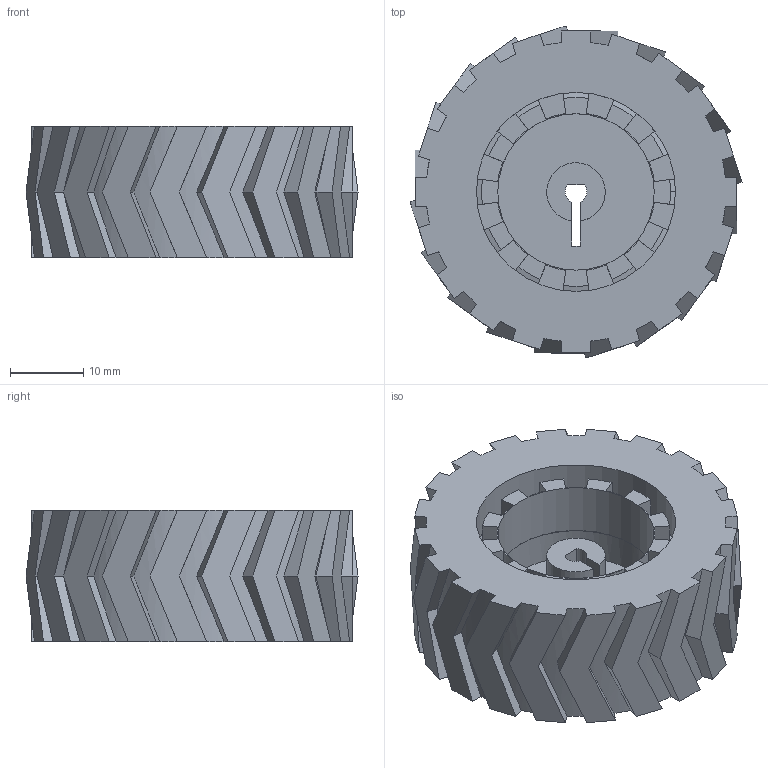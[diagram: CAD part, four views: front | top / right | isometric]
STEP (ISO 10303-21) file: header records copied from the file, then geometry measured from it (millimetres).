
FILE_DESCRIPTION(('FreeCAD Model'),'2;1');
FILE_NAME('Open CASCADE Shape Model','2025-08-20T09:55:43',('Author'),( ''),'Open CASCADE STEP processor 7.8','FreeCAD','Unknown');
FILE_SCHEMA(('AUTOMOTIVE_DESIGN { 1 0 10303 214 1 1 1 1 }'));
Length unit declared in the file: millimetre
Products named in the file (3): wheel; Rim; Tire
Assembly tree (2 placements, depth 2):
  wheel
    Rim
    Tire
Bounding box: 45.39 x 45.39 x 18 mm (x, y, z)
Volume: 16832.8 mm3; surface area: 12904.2 mm2
Topology: 2 solids, 2 shells, 316 faces, 863 edges, 543 vertices
Faces by surface type: plane 185, cylinder 105, cone 26
Full cylindrical faces by diameter (mm): 21.4 x1, 21.6 x1, 27.2 x2, 35 x1, 35.2 x1
Entity records: 10101 total; most frequent: DIRECTION 1829, ORIENTED_EDGE 1750, CARTESIAN_POINT 1726, EDGE_CURVE 863, AXIS2_PLACEMENT_3D 648, VERTEX_POINT 543, LINE 533, VECTOR 533
